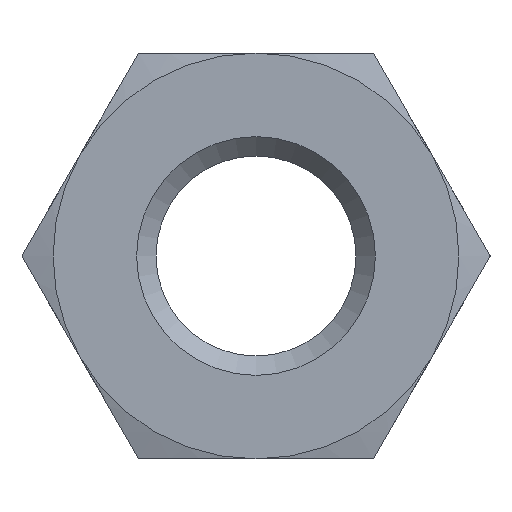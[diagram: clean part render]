
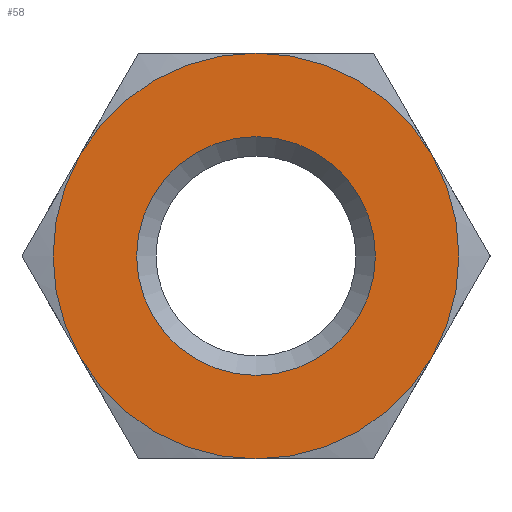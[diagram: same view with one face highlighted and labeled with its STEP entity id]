
A CAD part, left-side view. The second image highlights one B-rep face of the part: STEP entity #58.
In plain terms, the highlighted planar face has unit normal (-1, 0, 0).
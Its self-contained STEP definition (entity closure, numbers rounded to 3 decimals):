
#58 = ADVANCED_FACE( '', ( #128, #129 ), #130, .F. );
#128 = FACE_OUTER_BOUND( '', #213, .T. );
#129 = FACE_BOUND( '', #214, .T. );
#130 = PLANE( '', #215 );
#213 = EDGE_LOOP( '', ( #318, #319, #320, #321, #322, #323 ) );
#214 = EDGE_LOOP( '', ( #324 ) );
#215 = AXIS2_PLACEMENT_3D( '', #325, #326, #327 );
#318 = ORIENTED_EDGE( '', *, *, #503, .F. );
#319 = ORIENTED_EDGE( '', *, *, #479, .F. );
#320 = ORIENTED_EDGE( '', *, *, #489, .F. );
#321 = ORIENTED_EDGE( '', *, *, #504, .F. );
#322 = ORIENTED_EDGE( '', *, *, #505, .F. );
#323 = ORIENTED_EDGE( '', *, *, #506, .F. );
#324 = ORIENTED_EDGE( '', *, *, #507, .T. );
#325 = CARTESIAN_POINT( '', ( -15., 0., 0. ) );
#326 = DIRECTION( '', ( 1., 0., 0. ) );
#327 = DIRECTION( '', ( 0., 0., -1. ) );
#479 = EDGE_CURVE( '', #556, #557, #558, .T. );
#489 = EDGE_CURVE( '', #574, #556, #575, .T. );
#503 = EDGE_CURVE( '', #557, #597, #598, .T. );
#504 = EDGE_CURVE( '', #599, #574, #600, .T. );
#505 = EDGE_CURVE( '', #601, #599, #602, .T. );
#506 = EDGE_CURVE( '', #597, #601, #603, .T. );
#507 = EDGE_CURVE( '', #604, #604, #605, .T. );
#556 = VERTEX_POINT( '', #668 );
#557 = VERTEX_POINT( '', #669 );
#558 = CIRCLE( '', #670, 8.5 );
#574 = VERTEX_POINT( '', #694 );
#575 = CIRCLE( '', #695, 8.5 );
#597 = VERTEX_POINT( '', #729 );
#598 = CIRCLE( '', #730, 8.5 );
#599 = VERTEX_POINT( '', #731 );
#600 = CIRCLE( '', #732, 8.5 );
#601 = VERTEX_POINT( '', #733 );
#602 = CIRCLE( '', #734, 8.5 );
#603 = CIRCLE( '', #735, 8.5 );
#604 = VERTEX_POINT( '', #736 );
#605 = CIRCLE( '', #737, 5. );
#668 = CARTESIAN_POINT( '', ( -15., 0., -8.5 ) );
#669 = CARTESIAN_POINT( '', ( -15., 7.361, -4.25 ) );
#670 = AXIS2_PLACEMENT_3D( '', #831, #832, #833 );
#694 = CARTESIAN_POINT( '', ( -15., -7.361, -4.25 ) );
#695 = AXIS2_PLACEMENT_3D( '', #845, #846, #847 );
#729 = CARTESIAN_POINT( '', ( -15., 7.361, 4.25 ) );
#730 = AXIS2_PLACEMENT_3D( '', #864, #865, #866 );
#731 = CARTESIAN_POINT( '', ( -15., -7.361, 4.25 ) );
#732 = AXIS2_PLACEMENT_3D( '', #867, #868, #869 );
#733 = CARTESIAN_POINT( '', ( -15., 0., 8.5 ) );
#734 = AXIS2_PLACEMENT_3D( '', #870, #871, #872 );
#735 = AXIS2_PLACEMENT_3D( '', #873, #874, #875 );
#736 = CARTESIAN_POINT( '', ( -15., 0., -5. ) );
#737 = AXIS2_PLACEMENT_3D( '', #876, #877, #878 );
#831 = CARTESIAN_POINT( '', ( -15., 0., 0. ) );
#832 = DIRECTION( '', ( 1., 0., 0. ) );
#833 = DIRECTION( '', ( 0., 0., -1. ) );
#845 = CARTESIAN_POINT( '', ( -15., 0., 0. ) );
#846 = DIRECTION( '', ( 1., 0., 0. ) );
#847 = DIRECTION( '', ( 0., 0., -1. ) );
#864 = CARTESIAN_POINT( '', ( -15., 0., 0. ) );
#865 = DIRECTION( '', ( 1., 0., 0. ) );
#866 = DIRECTION( '', ( 0., 0., -1. ) );
#867 = CARTESIAN_POINT( '', ( -15., 0., 0. ) );
#868 = DIRECTION( '', ( 1., 0., 0. ) );
#869 = DIRECTION( '', ( 0., 0., -1. ) );
#870 = CARTESIAN_POINT( '', ( -15., 0., 0. ) );
#871 = DIRECTION( '', ( 1., 0., 0. ) );
#872 = DIRECTION( '', ( 0., 0., -1. ) );
#873 = CARTESIAN_POINT( '', ( -15., 0., 0. ) );
#874 = DIRECTION( '', ( 1., 0., 0. ) );
#875 = DIRECTION( '', ( 0., 0., -1. ) );
#876 = CARTESIAN_POINT( '', ( -15., 0., 0. ) );
#877 = DIRECTION( '', ( 1., 0., 0. ) );
#878 = DIRECTION( '', ( 0., 0., -1. ) );
